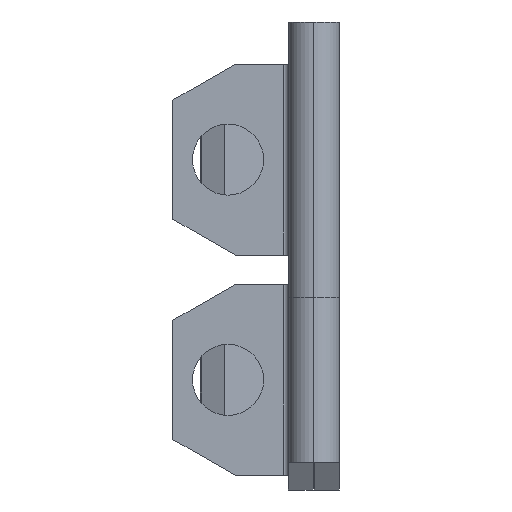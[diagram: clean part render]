
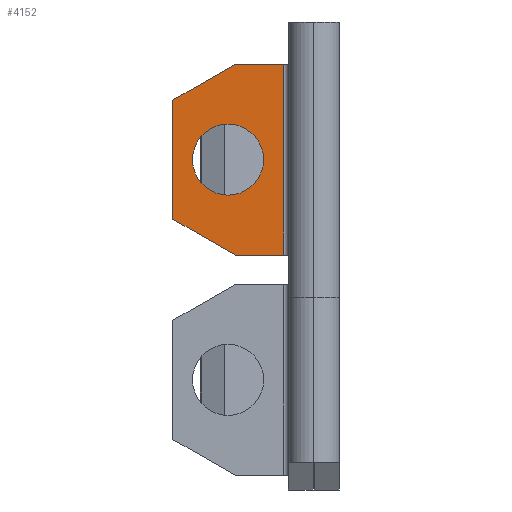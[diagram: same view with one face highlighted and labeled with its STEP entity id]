
A CAD part, left-side view. The second image highlights one B-rep face of the part: STEP entity #4152.
In plain terms, the highlighted planar face has unit normal (-1, 0, 0).
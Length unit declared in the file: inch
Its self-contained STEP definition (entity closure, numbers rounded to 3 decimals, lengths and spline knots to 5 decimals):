
#13 = VERTEX_POINT ( 'NONE', #2802 ) ;
#21 = DIRECTION ( 'NONE',  ( 0., 0., -1. ) ) ;
#39 = VERTEX_POINT ( 'NONE', #2184 ) ;
#76 = DIRECTION ( 'NONE',  ( 1., 0., 0. ) ) ;
#188 = ORIENTED_EDGE ( 'NONE', *, *, #5074, .T. ) ;
#757 = VERTEX_POINT ( 'NONE', #3482 ) ;
#921 = ORIENTED_EDGE ( 'NONE', *, *, #7124, .T. ) ;
#995 = CARTESIAN_POINT ( 'NONE',  ( 0.7065, 0.0335, 0.155 ) ) ;
#1010 = ORIENTED_EDGE ( 'NONE', *, *, #6608, .F. ) ;
#1120 = CARTESIAN_POINT ( 'NONE',  ( 0.7065, 0.0885, -0.1075 ) ) ;
#1157 = PLANE ( 'NONE',  #5129 ) ;
#1352 = VECTOR ( 'NONE', #21, 39.37008 ) ;
#1403 = VERTEX_POINT ( 'NONE', #1476 ) ;
#1424 = VERTEX_POINT ( 'NONE', #7561 ) ;
#1476 = CARTESIAN_POINT ( 'NONE',  ( 0.7065, 0.1365, 0. ) ) ;
#1538 = LINE ( 'NONE', #7145, #1352 ) ;
#1718 = LINE ( 'NONE', #6575, #4526 ) ;
#2020 = DIRECTION ( 'NONE',  ( 1., 0., 0. ) ) ;
#2114 = CARTESIAN_POINT ( 'NONE',  ( 0.7065, 0.0885, 0.1075 ) ) ;
#2184 = CARTESIAN_POINT ( 'NONE',  ( 0.7065, 0.0565, 0. ) ) ;
#2357 = LINE ( 'NONE', #2114, #5349 ) ;
#2366 = DIRECTION ( 'NONE',  ( 0., 0., -1. ) ) ;
#2802 = CARTESIAN_POINT ( 'NONE',  ( 0.7065, 0.1585, 0.06709 ) ) ;
#2994 = EDGE_CURVE ( 'NONE', #39, #1403, #5541, .T. ) ;
#3040 = CARTESIAN_POINT ( 'NONE',  ( 0.7065, 0.0335, -0.1075 ) ) ;
#3247 = FACE_BOUND ( 'NONE', #7530, .T. ) ;
#3482 = CARTESIAN_POINT ( 'NONE',  ( 0.7065, 0.0335, 0.1075 ) ) ;
#3488 = DIRECTION ( 'NONE',  ( 0., -0.866, -0.5 ) ) ;
#3640 = FACE_OUTER_BOUND ( 'NONE', #7438, .T. ) ;
#3645 = CARTESIAN_POINT ( 'NONE',  ( 0.7065, 0.0965, 0. ) ) ;
#3681 = VECTOR ( 'NONE', #7665, 39.37008 ) ;
#3709 = CARTESIAN_POINT ( 'NONE',  ( 0.7065, 0.0885, 0.1075 ) ) ;
#3997 = ORIENTED_EDGE ( 'NONE', *, *, #6739, .T. ) ;
#4104 = VERTEX_POINT ( 'NONE', #5289 ) ;
#4137 = CARTESIAN_POINT ( 'NONE',  ( 0.7065, 0.1585, 0.1075 ) ) ;
#4152 = ADVANCED_FACE ( 'NONE', ( #3247, #3640 ), #1157, .F. ) ;
#4256 = DIRECTION ( 'NONE',  ( 0., 1., 0. ) ) ;
#4291 = CIRCLE ( 'NONE', #6892, 0.04 ) ;
#4526 = VECTOR ( 'NONE', #5372, 39.37008 ) ;
#4564 = VERTEX_POINT ( 'NONE', #3709 ) ;
#4660 = ORIENTED_EDGE ( 'NONE', *, *, #4662, .T. ) ;
#4662 = EDGE_CURVE ( 'NONE', #1403, #39, #4291, .T. ) ;
#4895 = VECTOR ( 'NONE', #5780, 39.37008 ) ;
#4926 = AXIS2_PLACEMENT_3D ( 'NONE', #3645, #76, #4256 ) ;
#5074 = EDGE_CURVE ( 'NONE', #757, #4564, #6493, .T. ) ;
#5081 = LINE ( 'NONE', #995, #4895 ) ;
#5129 = AXIS2_PLACEMENT_3D ( 'NONE', #5346, #5952, #2366 ) ;
#5134 = EDGE_CURVE ( 'NONE', #1424, #6859, #1718, .T. ) ;
#5135 = EDGE_CURVE ( 'NONE', #13, #4104, #1538, .T. ) ;
#5289 = CARTESIAN_POINT ( 'NONE',  ( 0.7065, 0.1585, -0.06709 ) ) ;
#5346 = CARTESIAN_POINT ( 'NONE',  ( 0.7065, 0.1585, 0.155 ) ) ;
#5349 = VECTOR ( 'NONE', #6865, 39.37008 ) ;
#5372 = DIRECTION ( 'NONE',  ( 0., -1., 0. ) ) ;
#5541 = CIRCLE ( 'NONE', #4926, 0.04 ) ;
#5600 = CARTESIAN_POINT ( 'NONE',  ( 0.7065, 0.0965, 0. ) ) ;
#5780 = DIRECTION ( 'NONE',  ( 0., 0., -1. ) ) ;
#5952 = DIRECTION ( 'NONE',  ( 1., 0., 0. ) ) ;
#6201 = DIRECTION ( 'NONE',  ( 0., 1., 0. ) ) ;
#6493 = LINE ( 'NONE', #4137, #3681 ) ;
#6575 = CARTESIAN_POINT ( 'NONE',  ( 0.7065, 0.1585, -0.1075 ) ) ;
#6608 = EDGE_CURVE ( 'NONE', #757, #6859, #5081, .T. ) ;
#6623 = ORIENTED_EDGE ( 'NONE', *, *, #5135, .T. ) ;
#6739 = EDGE_CURVE ( 'NONE', #4104, #1424, #7101, .T. ) ;
#6773 = ORIENTED_EDGE ( 'NONE', *, *, #5134, .T. ) ;
#6859 = VERTEX_POINT ( 'NONE', #3040 ) ;
#6865 = DIRECTION ( 'NONE',  ( 0., 0.866, -0.5 ) ) ;
#6892 = AXIS2_PLACEMENT_3D ( 'NONE', #5600, #2020, #6201 ) ;
#6917 = VECTOR ( 'NONE', #3488, 39.37008 ) ;
#7101 = LINE ( 'NONE', #1120, #6917 ) ;
#7124 = EDGE_CURVE ( 'NONE', #4564, #13, #2357, .T. ) ;
#7145 = CARTESIAN_POINT ( 'NONE',  ( 0.7065, 0.1585, 0.155 ) ) ;
#7423 = ORIENTED_EDGE ( 'NONE', *, *, #2994, .T. ) ;
#7438 = EDGE_LOOP ( 'NONE', ( #6623, #3997, #6773, #1010, #188, #921 ) ) ;
#7530 = EDGE_LOOP ( 'NONE', ( #4660, #7423 ) ) ;
#7561 = CARTESIAN_POINT ( 'NONE',  ( 0.7065, 0.0885, -0.1075 ) ) ;
#7665 = DIRECTION ( 'NONE',  ( 0., 1., 0. ) ) ;
